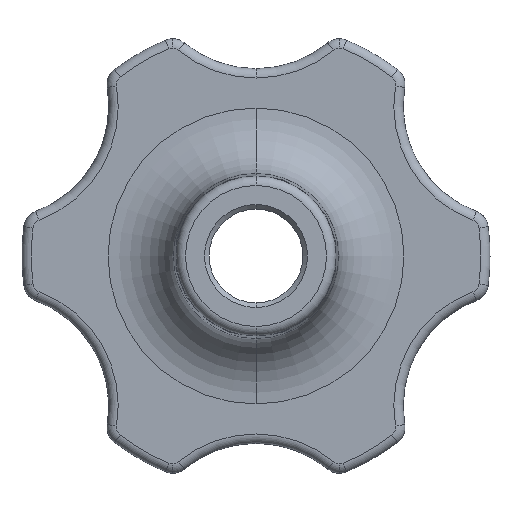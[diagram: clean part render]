
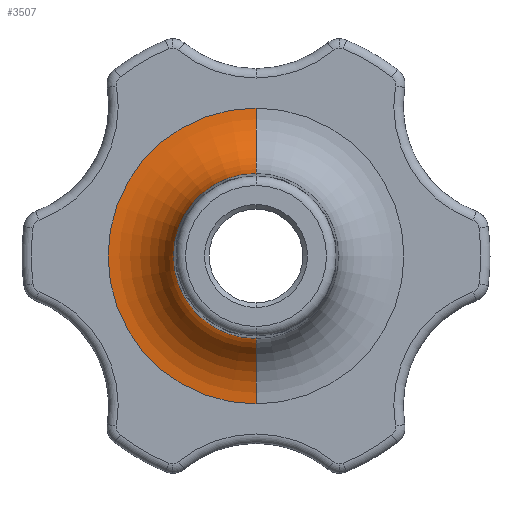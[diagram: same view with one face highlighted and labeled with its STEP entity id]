
A CAD part, front view. The second image highlights one B-rep face of the part: STEP entity #3507.
In plain terms, the highlighted toroidal (fillet/blend) face has major radius 15.797 mm and minor radius 7 mm.
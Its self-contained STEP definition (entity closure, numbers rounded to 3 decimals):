
#261 = CARTESIAN_POINT ( 'NONE',  ( 0., -7., 15.797 ) ) ;
#265 = DIRECTION ( 'NONE',  ( 1., 0., 0. ) ) ;
#266 = DIRECTION ( 'NONE',  ( 0., 0., -1. ) ) ;
#267 = CARTESIAN_POINT ( 'NONE',  ( 0., -6.794, 0. ) ) ;
#268 = DIRECTION ( 'NONE',  ( 0., -1., 0. ) ) ;
#269 = DIRECTION ( 'NONE',  ( 0., 0., -1. ) ) ;
#270 = CARTESIAN_POINT ( 'NONE',  ( 0., 0., 0. ) ) ;
#271 = DIRECTION ( 'NONE',  ( 0., 1., 0. ) ) ;
#272 = DIRECTION ( 'NONE',  ( 0., 0., -1. ) ) ;
#273 = CARTESIAN_POINT ( 'NONE',  ( 0., -7., -15.797 ) ) ;
#274 = DIRECTION ( 'NONE',  ( -1., 0., 0. ) ) ;
#275 = DIRECTION ( 'NONE',  ( 0., 0., 1. ) ) ;
#498 = ORIENTED_EDGE ( 'NONE', *, *, #3674, .F. ) ;
#499 = ORIENTED_EDGE ( 'NONE', *, *, #3675, .F. ) ;
#500 = ORIENTED_EDGE ( 'NONE', *, *, #3673, .T. ) ;
#501 = ORIENTED_EDGE ( 'NONE', *, *, #3676, .F. ) ;
#690 = EDGE_LOOP ( 'NONE', ( #498, #500, #499, #501 ) ) ;
#770 = FACE_OUTER_BOUND ( 'NONE', #690, .T. ) ;
#1102 = CARTESIAN_POINT ( 'NONE',  ( 0., -6.794, 8.8 ) ) ;
#1103 = CARTESIAN_POINT ( 'NONE',  ( 0., -6.794, -8.8 ) ) ;
#1104 = CARTESIAN_POINT ( 'NONE',  ( 0., 0., 15.797 ) ) ;
#1105 = CARTESIAN_POINT ( 'NONE',  ( 0., 0., -15.797 ) ) ;
#1537 = AXIS2_PLACEMENT_3D ( 'NONE', #273, #274, #275 ) ;
#1540 = AXIS2_PLACEMENT_3D ( 'NONE', #261, #265, #266 ) ;
#1545 = AXIS2_PLACEMENT_3D ( 'NONE', #270, #271, #272 ) ;
#1547 = AXIS2_PLACEMENT_3D ( 'NONE', #267, #268, #269 ) ;
#2428 = VERTEX_POINT ( 'NONE', #1102 ) ;
#2429 = VERTEX_POINT ( 'NONE', #1103 ) ;
#2430 = VERTEX_POINT ( 'NONE', #1104 ) ;
#2431 = VERTEX_POINT ( 'NONE', #1105 ) ;
#2876 = CARTESIAN_POINT ( 'NONE',  ( 0., -7., 0. ) ) ;
#2877 = DIRECTION ( 'NONE',  ( 0., -1., 0. ) ) ;
#2878 = DIRECTION ( 'NONE',  ( 0., 0., -1. ) ) ;
#3507 = ADVANCED_FACE ( 'NONE', ( #770 ), #3721, .F. ) ;
#3673 = EDGE_CURVE ( 'NONE', #2428, #2430, #3822, .T. ) ;
#3674 = EDGE_CURVE ( 'NONE', #2428, #2429, #3823, .T. ) ;
#3675 = EDGE_CURVE ( 'NONE', #2431, #2430, #3824, .T. ) ;
#3676 = EDGE_CURVE ( 'NONE', #2429, #2431, #3825, .T. ) ;
#3721 = TOROIDAL_SURFACE ( 'NONE', #3911, 15.797, 7. ) ;
#3822 = CIRCLE ( 'NONE', #1540, 7. ) ;
#3823 = CIRCLE ( 'NONE', #1547, 8.8 ) ;
#3824 = CIRCLE ( 'NONE', #1545, 15.797 ) ;
#3825 = CIRCLE ( 'NONE', #1537, 7. ) ;
#3911 = AXIS2_PLACEMENT_3D ( 'NONE', #2876, #2877, #2878 ) ;
